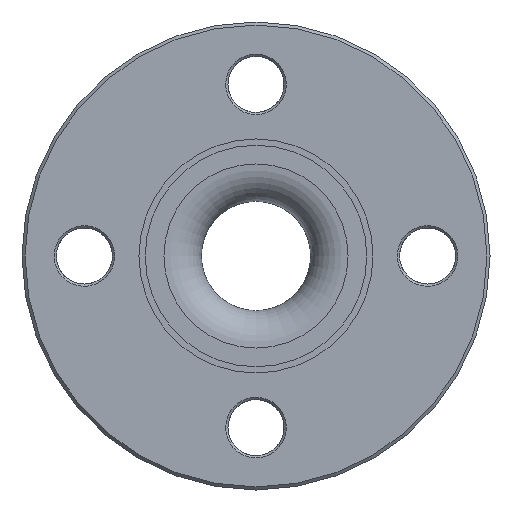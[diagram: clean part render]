
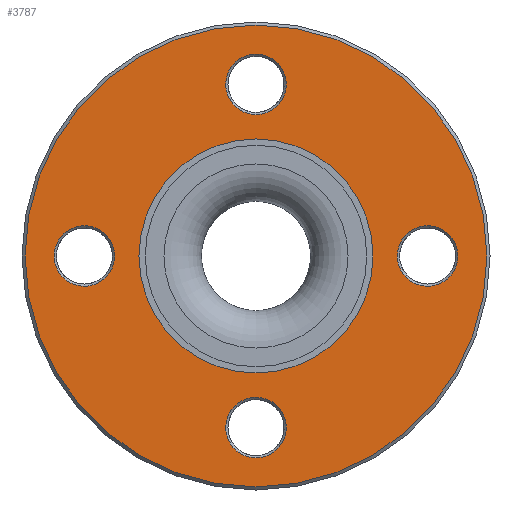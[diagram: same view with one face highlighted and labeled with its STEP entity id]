
A CAD part, left-side view. The second image highlights one B-rep face of the part: STEP entity #3787.
In plain terms, the highlighted planar face has unit normal (-1, 0, 0).
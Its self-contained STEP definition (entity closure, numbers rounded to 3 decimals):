
#3504=CARTESIAN_POINT('',(-61.,0.,-37.5));
#3505=VERTEX_POINT('',#3504);
#3514=CARTESIAN_POINT('',(-61.,0.,0.));
#3515=DIRECTION('',(-1.,0.,0.));
#3516=DIRECTION('',(0.,0.,-1.));
#3517=AXIS2_PLACEMENT_3D('',#3514,#3515,#3516);
#3518=CIRCLE('',#3517,37.5);
#3519=EDGE_CURVE('',#3505,#3505,#3518,.T.);
#3599=CARTESIAN_POINT('',(-61.,-0.,0.));
#3600=DIRECTION('',(1.,0.,0.));
#3601=DIRECTION('',(0.,0.,-1.));
#3602=AXIS2_PLACEMENT_3D('',#3599,#3600,#3601);
#3603=PLANE('',#3602);
#3604=CARTESIAN_POINT('',(-61.,9.7,-55.));
#3605=VERTEX_POINT('',#3604);
#3606=CARTESIAN_POINT('',(-61.,9.7,-55.));
#3607=CARTESIAN_POINT('',(-61.,9.7,-53.095));
#3608=CARTESIAN_POINT('',(-61.,8.953,-51.292));
#3609=CARTESIAN_POINT('',(-61.,8.207,-49.491));
#3610=CARTESIAN_POINT('',(-61.,6.859,-48.141));
#3611=CARTESIAN_POINT('',(-61.,5.513,-46.793));
#3612=CARTESIAN_POINT('',(-61.,3.71,-46.046));
#3613=CARTESIAN_POINT('',(-61.,1.91,-45.299));
#3614=CARTESIAN_POINT('',(-61.,0.003,-45.3));
#3615=CARTESIAN_POINT('',(-61.,-1.904,-45.301));
#3616=CARTESIAN_POINT('',(-61.,-3.706,-46.045));
#3617=CARTESIAN_POINT('',(-61.,-5.508,-46.791));
#3618=CARTESIAN_POINT('',(-61.,-6.857,-48.139));
#3619=CARTESIAN_POINT('',(-61.,-8.207,-49.489));
#3620=CARTESIAN_POINT('',(-61.,-8.953,-51.285));
#3621=CARTESIAN_POINT('',(-61.,-9.7,-53.085));
#3622=CARTESIAN_POINT('',(-61.,-9.7,-55.001));
#3623=CARTESIAN_POINT('',(-61.,-9.7,-56.915));
#3624=CARTESIAN_POINT('',(-61.,-8.952,-58.716));
#3625=CARTESIAN_POINT('',(-61.,-8.207,-60.51));
#3626=CARTESIAN_POINT('',(-61.,-6.856,-61.862));
#3627=CARTESIAN_POINT('',(-61.,-5.509,-63.209));
#3628=CARTESIAN_POINT('',(-61.,-3.705,-63.955));
#3629=CARTESIAN_POINT('',(-61.,-1.905,-64.699));
#3630=CARTESIAN_POINT('',(-61.,0.003,-64.7));
#3631=CARTESIAN_POINT('',(-61.,1.909,-64.701));
#3632=CARTESIAN_POINT('',(-61.,3.711,-63.954));
#3633=CARTESIAN_POINT('',(-61.,5.512,-63.208));
#3634=CARTESIAN_POINT('',(-61.,6.859,-61.859));
#3635=CARTESIAN_POINT('',(-61.,8.206,-60.51));
#3636=CARTESIAN_POINT('',(-61.,8.953,-58.708));
#3637=CARTESIAN_POINT('',(-61.,9.7,-56.906));
#3638=CARTESIAN_POINT('',(-61.,9.7,-55.));
#3639=B_SPLINE_CURVE_WITH_KNOTS('',2,(#3606,#3607,#3608,#3609,#3610,#3611,#3612,#3613,#3614,#3615,#3616,#3617,#3618,#3619,#3620,#3621,#3622,#3623,#3624,#3625,#3626,#3627,#3628,#3629,#3630,#3631,
#3632,#3633,#3634,#3635,#3636,#3637,#3638),.UNSPECIFIED.,.T.,.F.,(3,2,2,2,2,2,2,2,2,2,2,2,2,2,2,2,3),(0.,0.063,0.125,0.188,0.25,0.313,0.375,0.438,0.5,0.563,0.625,0.688,0.75,0.813,0.875,0.938,1.),.UNSPECIFIED.);
#3640=EDGE_CURVE('',#3605,#3605,#3639,.T.);
#3641=ORIENTED_EDGE('',*,*,#3640,.T.);
#3642=EDGE_LOOP('',(#3641));
#3643=FACE_BOUND('',#3642,.T.);
#3644=CARTESIAN_POINT('',(-61.,-55.,-9.7));
#3645=VERTEX_POINT('',#3644);
#3646=CARTESIAN_POINT('',(-61.,-55.,-9.7));
#3647=CARTESIAN_POINT('',(-61.,-53.095,-9.7));
#3648=CARTESIAN_POINT('',(-61.,-51.292,-8.953));
#3649=CARTESIAN_POINT('',(-61.,-49.491,-8.207));
#3650=CARTESIAN_POINT('',(-61.,-48.141,-6.859));
#3651=CARTESIAN_POINT('',(-61.,-46.793,-5.513));
#3652=CARTESIAN_POINT('',(-61.,-46.046,-3.71));
#3653=CARTESIAN_POINT('',(-61.,-45.299,-1.91));
#3654=CARTESIAN_POINT('',(-61.,-45.3,-0.003));
#3655=CARTESIAN_POINT('',(-61.,-45.301,1.904));
#3656=CARTESIAN_POINT('',(-61.,-46.045,3.706));
#3657=CARTESIAN_POINT('',(-61.,-46.791,5.508));
#3658=CARTESIAN_POINT('',(-61.,-48.139,6.857));
#3659=CARTESIAN_POINT('',(-61.,-49.489,8.207));
#3660=CARTESIAN_POINT('',(-61.,-51.285,8.953));
#3661=CARTESIAN_POINT('',(-61.,-53.085,9.7));
#3662=CARTESIAN_POINT('',(-61.,-55.001,9.7));
#3663=CARTESIAN_POINT('',(-61.,-56.915,9.7));
#3664=CARTESIAN_POINT('',(-61.,-58.716,8.952));
#3665=CARTESIAN_POINT('',(-61.,-60.51,8.207));
#3666=CARTESIAN_POINT('',(-61.,-61.862,6.856));
#3667=CARTESIAN_POINT('',(-61.,-63.209,5.509));
#3668=CARTESIAN_POINT('',(-61.,-63.955,3.705));
#3669=CARTESIAN_POINT('',(-61.,-64.699,1.905));
#3670=CARTESIAN_POINT('',(-61.,-64.7,-0.003));
#3671=CARTESIAN_POINT('',(-61.,-64.701,-1.909));
#3672=CARTESIAN_POINT('',(-61.,-63.954,-3.711));
#3673=CARTESIAN_POINT('',(-61.,-63.208,-5.512));
#3674=CARTESIAN_POINT('',(-61.,-61.859,-6.859));
#3675=CARTESIAN_POINT('',(-61.,-60.51,-8.206));
#3676=CARTESIAN_POINT('',(-61.,-58.708,-8.953));
#3677=CARTESIAN_POINT('',(-61.,-56.906,-9.7));
#3678=CARTESIAN_POINT('',(-61.,-55.,-9.7));
#3679=B_SPLINE_CURVE_WITH_KNOTS('',2,(#3646,#3647,#3648,#3649,#3650,#3651,#3652,#3653,#3654,#3655,#3656,#3657,#3658,#3659,#3660,#3661,#3662,#3663,#3664,#3665,#3666,#3667,#3668,#3669,#3670,#3671,
#3672,#3673,#3674,#3675,#3676,#3677,#3678),.UNSPECIFIED.,.T.,.F.,(3,2,2,2,2,2,2,2,2,2,2,2,2,2,2,2,3),(0.,0.063,0.125,0.188,0.25,0.313,0.375,0.438,0.5,0.563,0.625,0.688,0.75,0.813,0.875,0.938,1.),.UNSPECIFIED.);
#3680=EDGE_CURVE('',#3645,#3645,#3679,.T.);
#3681=ORIENTED_EDGE('',*,*,#3680,.T.);
#3682=EDGE_LOOP('',(#3681));
#3683=FACE_BOUND('',#3682,.T.);
#3684=CARTESIAN_POINT('',(-61.,9.7,55.));
#3685=VERTEX_POINT('',#3684);
#3686=CARTESIAN_POINT('',(-61.,9.7,55.));
#3687=CARTESIAN_POINT('',(-61.,9.7,56.905));
#3688=CARTESIAN_POINT('',(-61.,8.953,58.708));
#3689=CARTESIAN_POINT('',(-61.,8.207,60.509));
#3690=CARTESIAN_POINT('',(-61.,6.859,61.859));
#3691=CARTESIAN_POINT('',(-61.,5.513,63.207));
#3692=CARTESIAN_POINT('',(-61.,3.71,63.954));
#3693=CARTESIAN_POINT('',(-61.,1.91,64.701));
#3694=CARTESIAN_POINT('',(-61.,0.003,64.7));
#3695=CARTESIAN_POINT('',(-61.,-1.904,64.699));
#3696=CARTESIAN_POINT('',(-61.,-3.706,63.955));
#3697=CARTESIAN_POINT('',(-61.,-5.508,63.209));
#3698=CARTESIAN_POINT('',(-61.,-6.857,61.861));
#3699=CARTESIAN_POINT('',(-61.,-8.207,60.511));
#3700=CARTESIAN_POINT('',(-61.,-8.953,58.715));
#3701=CARTESIAN_POINT('',(-61.,-9.7,56.915));
#3702=CARTESIAN_POINT('',(-61.,-9.7,54.999));
#3703=CARTESIAN_POINT('',(-61.,-9.7,53.085));
#3704=CARTESIAN_POINT('',(-61.,-8.952,51.284));
#3705=CARTESIAN_POINT('',(-61.,-8.207,49.49));
#3706=CARTESIAN_POINT('',(-61.,-6.856,48.138));
#3707=CARTESIAN_POINT('',(-61.,-5.509,46.791));
#3708=CARTESIAN_POINT('',(-61.,-3.705,46.045));
#3709=CARTESIAN_POINT('',(-61.,-1.905,45.301));
#3710=CARTESIAN_POINT('',(-61.,0.003,45.3));
#3711=CARTESIAN_POINT('',(-61.,1.909,45.299));
#3712=CARTESIAN_POINT('',(-61.,3.711,46.046));
#3713=CARTESIAN_POINT('',(-61.,5.512,46.792));
#3714=CARTESIAN_POINT('',(-61.,6.859,48.141));
#3715=CARTESIAN_POINT('',(-61.,8.206,49.49));
#3716=CARTESIAN_POINT('',(-61.,8.953,51.292));
#3717=CARTESIAN_POINT('',(-61.,9.7,53.094));
#3718=CARTESIAN_POINT('',(-61.,9.7,55.));
#3719=B_SPLINE_CURVE_WITH_KNOTS('',2,(#3686,#3687,#3688,#3689,#3690,#3691,#3692,#3693,#3694,#3695,#3696,#3697,#3698,#3699,#3700,#3701,#3702,#3703,#3704,#3705,#3706,#3707,#3708,#3709,#3710,#3711,
#3712,#3713,#3714,#3715,#3716,#3717,#3718),.UNSPECIFIED.,.T.,.F.,(3,2,2,2,2,2,2,2,2,2,2,2,2,2,2,2,3),(0.,0.063,0.125,0.188,0.25,0.313,0.375,0.438,0.5,0.563,0.625,0.688,0.75,0.813,0.875,0.938,1.),.UNSPECIFIED.);
#3720=EDGE_CURVE('',#3685,#3685,#3719,.T.);
#3721=ORIENTED_EDGE('',*,*,#3720,.T.);
#3722=EDGE_LOOP('',(#3721));
#3723=FACE_BOUND('',#3722,.T.);
#3724=CARTESIAN_POINT('',(-61.,55.,-9.7));
#3725=VERTEX_POINT('',#3724);
#3726=CARTESIAN_POINT('',(-61.,55.,-9.7));
#3727=CARTESIAN_POINT('',(-61.,56.905,-9.7));
#3728=CARTESIAN_POINT('',(-61.,58.708,-8.953));
#3729=CARTESIAN_POINT('',(-61.,60.509,-8.207));
#3730=CARTESIAN_POINT('',(-61.,61.859,-6.859));
#3731=CARTESIAN_POINT('',(-61.,63.207,-5.513));
#3732=CARTESIAN_POINT('',(-61.,63.954,-3.71));
#3733=CARTESIAN_POINT('',(-61.,64.701,-1.91));
#3734=CARTESIAN_POINT('',(-61.,64.7,-0.003));
#3735=CARTESIAN_POINT('',(-61.,64.699,1.904));
#3736=CARTESIAN_POINT('',(-61.,63.955,3.706));
#3737=CARTESIAN_POINT('',(-61.,63.209,5.508));
#3738=CARTESIAN_POINT('',(-61.,61.861,6.857));
#3739=CARTESIAN_POINT('',(-61.,60.511,8.207));
#3740=CARTESIAN_POINT('',(-61.,58.715,8.953));
#3741=CARTESIAN_POINT('',(-61.,56.915,9.7));
#3742=CARTESIAN_POINT('',(-61.,54.999,9.7));
#3743=CARTESIAN_POINT('',(-61.,53.085,9.7));
#3744=CARTESIAN_POINT('',(-61.,51.284,8.952));
#3745=CARTESIAN_POINT('',(-61.,49.49,8.207));
#3746=CARTESIAN_POINT('',(-61.,48.138,6.856));
#3747=CARTESIAN_POINT('',(-61.,46.791,5.509));
#3748=CARTESIAN_POINT('',(-61.,46.045,3.705));
#3749=CARTESIAN_POINT('',(-61.,45.301,1.905));
#3750=CARTESIAN_POINT('',(-61.,45.3,-0.003));
#3751=CARTESIAN_POINT('',(-61.,45.299,-1.909));
#3752=CARTESIAN_POINT('',(-61.,46.046,-3.711));
#3753=CARTESIAN_POINT('',(-61.,46.792,-5.512));
#3754=CARTESIAN_POINT('',(-61.,48.141,-6.859));
#3755=CARTESIAN_POINT('',(-61.,49.49,-8.206));
#3756=CARTESIAN_POINT('',(-61.,51.292,-8.953));
#3757=CARTESIAN_POINT('',(-61.,53.094,-9.7));
#3758=CARTESIAN_POINT('',(-61.,55.,-9.7));
#3759=B_SPLINE_CURVE_WITH_KNOTS('',2,(#3726,#3727,#3728,#3729,#3730,#3731,#3732,#3733,#3734,#3735,#3736,#3737,#3738,#3739,#3740,#3741,#3742,#3743,#3744,#3745,#3746,#3747,#3748,#3749,#3750,#3751,
#3752,#3753,#3754,#3755,#3756,#3757,#3758),.UNSPECIFIED.,.T.,.F.,(3,2,2,2,2,2,2,2,2,2,2,2,2,2,2,2,3),(0.,0.063,0.125,0.188,0.25,0.313,0.375,0.438,0.5,0.563,0.625,0.688,0.75,0.813,0.875,0.938,1.),.UNSPECIFIED.);
#3760=EDGE_CURVE('',#3725,#3725,#3759,.T.);
#3761=ORIENTED_EDGE('',*,*,#3760,.T.);
#3762=EDGE_LOOP('',(#3761));
#3763=FACE_BOUND('',#3762,.T.);
#3764=CARTESIAN_POINT('',(-61.,-0.,-74.));
#3765=VERTEX_POINT('',#3764);
#3766=CARTESIAN_POINT('',(-61.,74.,-0.));
#3767=VERTEX_POINT('',#3766);
#3768=CARTESIAN_POINT('',(-61.,-0.,0.));
#3769=DIRECTION('',(-1.,-0.,-0.));
#3770=DIRECTION('',(0.,0.,-1.));
#3771=AXIS2_PLACEMENT_3D('',#3768,#3769,#3770);
#3772=CIRCLE('',#3771,74.);
#3773=EDGE_CURVE('',#3765,#3767,#3772,.T.);
#3774=ORIENTED_EDGE('',*,*,#3773,.T.);
#3775=CARTESIAN_POINT('',(-61.,-0.,0.));
#3776=DIRECTION('',(-1.,-0.,-0.));
#3777=DIRECTION('',(0.,0.,-1.));
#3778=AXIS2_PLACEMENT_3D('',#3775,#3776,#3777);
#3779=CIRCLE('',#3778,74.);
#3780=EDGE_CURVE('',#3767,#3765,#3779,.T.);
#3781=ORIENTED_EDGE('',*,*,#3780,.T.);
#3782=EDGE_LOOP('',(#3774,#3781));
#3783=FACE_BOUND('',#3782,.T.);
#3784=ORIENTED_EDGE('',*,*,#3519,.F.);
#3785=EDGE_LOOP('',(#3784));
#3786=FACE_BOUND('',#3785,.T.);
#3787=ADVANCED_FACE('',(#3643,#3683,#3723,#3763,#3783,#3786),#3603,.F.);
